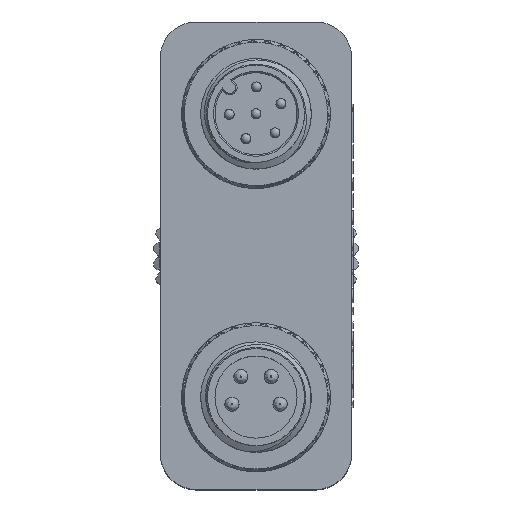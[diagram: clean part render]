
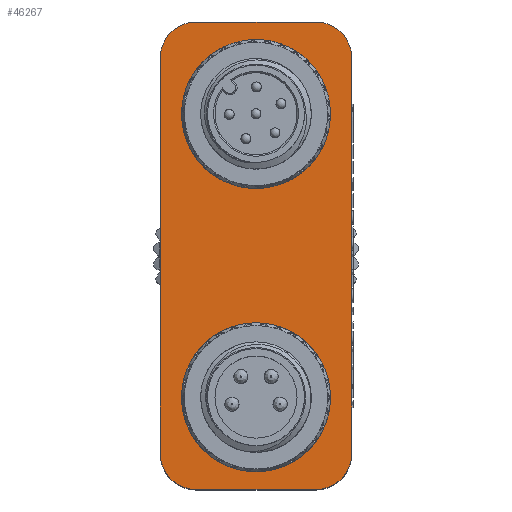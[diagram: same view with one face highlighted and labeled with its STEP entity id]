
A CAD part, top view. The second image highlights one B-rep face of the part: STEP entity #46267.
In plain terms, the highlighted planar face has unit normal (0, 0, 1).
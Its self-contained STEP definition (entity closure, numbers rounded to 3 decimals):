
#29793=LINE('',#206220,#30821);
#29798=LINE('',#206234,#30826);
#29799=LINE('',#206236,#30827);
#29800=LINE('',#206237,#30828);
#30821=VECTOR('',#94933,1.);
#30826=VECTOR('',#94948,1.);
#30827=VECTOR('',#94951,1.);
#30828=VECTOR('',#94952,1.);
#46267=ADVANCED_FACE('NONE',(#47431,#47432,#47433),#47018,.F.);
#47018=PLANE('',#90432);
#47431=FACE_BOUND('',#51388,.T.);
#47432=FACE_BOUND('',#51389,.T.);
#47433=FACE_BOUND('',#51390,.T.);
#51388=EDGE_LOOP('',(#66104,#66105,#66106,#66107,#66108,#66109,#66110,#66111));
#51389=EDGE_LOOP('',(#66112));
#51390=EDGE_LOOP('',(#66113));
#66104=ORIENTED_EDGE('',*,*,#86290,.F.);
#66105=ORIENTED_EDGE('',*,*,#86294,.F.);
#66106=ORIENTED_EDGE('',*,*,#86288,.F.);
#66107=ORIENTED_EDGE('',*,*,#86286,.F.);
#66108=ORIENTED_EDGE('',*,*,#86283,.F.);
#66109=ORIENTED_EDGE('',*,*,#86295,.F.);
#66110=ORIENTED_EDGE('',*,*,#86280,.F.);
#66111=ORIENTED_EDGE('',*,*,#86293,.F.);
#66112=ORIENTED_EDGE('',*,*,#86296,.F.);
#66113=ORIENTED_EDGE('',*,*,#86297,.F.);
#77187=VERTEX_POINT('',#206209);
#77188=VERTEX_POINT('',#206210);
#77189=VERTEX_POINT('',#206215);
#77190=VERTEX_POINT('',#206216);
#77191=VERTEX_POINT('',#206221);
#77192=VERTEX_POINT('',#206225);
#77193=VERTEX_POINT('',#206229);
#77194=VERTEX_POINT('',#206230);
#77195=VERTEX_POINT('',#206239);
#77196=VERTEX_POINT('',#206241);
#86280=EDGE_CURVE('NONE',#77187,#77188,#88469,.T.);
#86283=EDGE_CURVE('NONE',#77189,#77190,#88470,.T.);
#86286=EDGE_CURVE('NONE',#77190,#77191,#29793,.T.);
#86288=EDGE_CURVE('NONE',#77191,#77192,#88471,.T.);
#86290=EDGE_CURVE('NONE',#77193,#77194,#88472,.T.);
#86293=EDGE_CURVE('NONE',#77194,#77187,#29798,.T.);
#86294=EDGE_CURVE('',#77192,#77193,#29799,.T.);
#86295=EDGE_CURVE('',#77188,#77189,#29800,.T.);
#86296=EDGE_CURVE('NONE',#77195,#77195,#88473,.T.);
#86297=EDGE_CURVE('NONE',#77196,#77196,#88474,.T.);
#88469=CIRCLE('',#90420,2.5);
#88470=CIRCLE('',#90422,2.5);
#88471=CIRCLE('',#90425,2.5);
#88472=CIRCLE('',#90427,2.5);
#88473=CIRCLE('',#90430,3.1);
#88474=CIRCLE('',#90431,3.1);
#90420=AXIS2_PLACEMENT_3D('',#206208,#94921,#94922);
#90422=AXIS2_PLACEMENT_3D('',#206214,#94927,#94928);
#90425=AXIS2_PLACEMENT_3D('',#206224,#94937,#94938);
#90427=AXIS2_PLACEMENT_3D('',#206228,#94942,#94943);
#90430=AXIS2_PLACEMENT_3D('',#206238,#94953,#94954);
#90431=AXIS2_PLACEMENT_3D('',#206240,#94955,#94956);
#90432=AXIS2_PLACEMENT_3D('',#206242,#94957,#94958);
#94921=DIRECTION('',(0.,0.,-1.));
#94922=DIRECTION('',(1.,0.,0.));
#94927=DIRECTION('',(0.,0.,-1.));
#94928=DIRECTION('',(-1.,0.,0.));
#94933=DIRECTION('',(1.,0.,0.));
#94937=DIRECTION('',(0.,0.,-1.));
#94938=DIRECTION('',(1.,0.,0.));
#94942=DIRECTION('',(0.,0.,-1.));
#94943=DIRECTION('',(-1.,0.,0.));
#94948=DIRECTION('',(-1.,0.,0.));
#94951=DIRECTION('',(0.,-1.,0.));
#94952=DIRECTION('',(0.,1.,0.));
#94953=DIRECTION('',(0.,0.,1.));
#94954=DIRECTION('',(0.,-1.,0.));
#94955=DIRECTION('',(0.,0.,1.));
#94956=DIRECTION('',(0.,-1.,0.));
#94957=DIRECTION('',(0.,0.,-1.));
#94958=DIRECTION('',(-1.,0.,0.));
#206208=CARTESIAN_POINT('',(2.5,2.5,34.));
#206209=CARTESIAN_POINT('',(2.5,0.,34.));
#206210=CARTESIAN_POINT('',(0.,2.5,34.));
#206214=CARTESIAN_POINT('',(2.5,30.5,34.));
#206215=CARTESIAN_POINT('',(0.,30.5,34.));
#206216=CARTESIAN_POINT('',(2.5,33.,34.));
#206220=CARTESIAN_POINT('',(13.5,33.,34.));
#206221=CARTESIAN_POINT('',(11.,33.,34.));
#206224=CARTESIAN_POINT('',(11.,30.5,34.));
#206225=CARTESIAN_POINT('',(13.5,30.5,34.));
#206228=CARTESIAN_POINT('',(11.,2.5,34.));
#206229=CARTESIAN_POINT('',(13.5,2.5,34.));
#206230=CARTESIAN_POINT('',(11.,0.,34.));
#206234=CARTESIAN_POINT('',(13.5,0.,34.));
#206236=CARTESIAN_POINT('',(13.5,0.,34.));
#206237=CARTESIAN_POINT('',(0.,0.,34.));
#206238=CARTESIAN_POINT('',(6.75,6.5,34.));
#206239=CARTESIAN_POINT('',(6.75,3.4,34.));
#206240=CARTESIAN_POINT('',(6.75,26.5,34.));
#206241=CARTESIAN_POINT('',(6.75,23.4,34.));
#206242=CARTESIAN_POINT('',(13.5,0.,34.));
